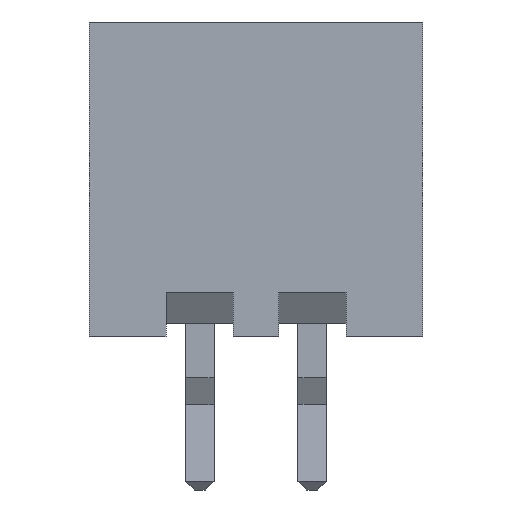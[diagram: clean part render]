
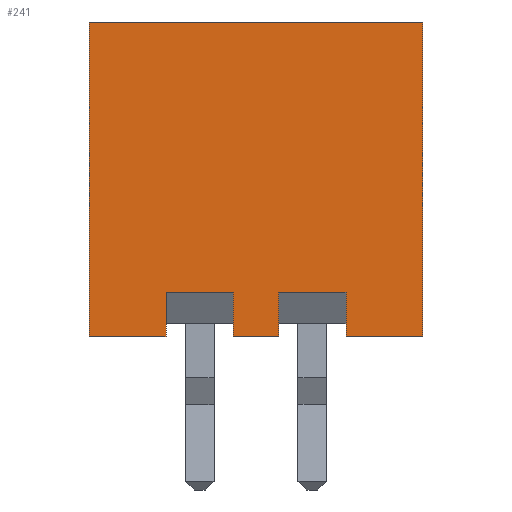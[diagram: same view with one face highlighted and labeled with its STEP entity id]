
A CAD part, front view. The second image highlights one B-rep face of the part: STEP entity #241.
In plain terms, the highlighted planar face has unit normal (0, -1, 0).
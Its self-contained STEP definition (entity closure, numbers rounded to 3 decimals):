
#32 = VERTEX_POINT('',#33);
#33 = CARTESIAN_POINT('',(4.95,-3.4,7.));
#39 = EDGE_CURVE('',#40,#32,#42,.T.);
#40 = VERTEX_POINT('',#41);
#41 = CARTESIAN_POINT('',(-2.45,-3.4,7.));
#42 = LINE('',#43,#44);
#43 = CARTESIAN_POINT('',(-2.45,-3.4,7.));
#44 = VECTOR('',#45,1.);
#45 = DIRECTION('',(1.,0.,0.));
#157 = VERTEX_POINT('',#158);
#158 = CARTESIAN_POINT('',(4.95,-3.4,0.));
#166 = EDGE_CURVE('',#157,#32,#167,.T.);
#167 = LINE('',#168,#169);
#168 = CARTESIAN_POINT('',(4.95,-3.4,0.));
#169 = VECTOR('',#170,1.);
#170 = DIRECTION('',(0.,0.,1.));
#241 = ADVANCED_FACE('',(#242),#324,.F.);
#242 = FACE_BOUND('',#243,.F.);
#243 = EDGE_LOOP('',(#244,#254,#260,#261,#262,#270,#278,#286,#294,#302,
#310,#318));
#244 = ORIENTED_EDGE('',*,*,#245,.F.);
#245 = EDGE_CURVE('',#246,#248,#250,.T.);
#246 = VERTEX_POINT('',#247);
#247 = CARTESIAN_POINT('',(-2.45,-3.4,0.));
#248 = VERTEX_POINT('',#249);
#249 = CARTESIAN_POINT('',(-0.75,-3.4,0.));
#250 = LINE('',#251,#252);
#251 = CARTESIAN_POINT('',(-2.45,-3.4,0.));
#252 = VECTOR('',#253,1.);
#253 = DIRECTION('',(1.,0.,0.));
#254 = ORIENTED_EDGE('',*,*,#255,.T.);
#255 = EDGE_CURVE('',#246,#40,#256,.T.);
#256 = LINE('',#257,#258);
#257 = CARTESIAN_POINT('',(-2.45,-3.4,0.));
#258 = VECTOR('',#259,1.);
#259 = DIRECTION('',(0.,0.,1.));
#260 = ORIENTED_EDGE('',*,*,#39,.T.);
#261 = ORIENTED_EDGE('',*,*,#166,.F.);
#262 = ORIENTED_EDGE('',*,*,#263,.F.);
#263 = EDGE_CURVE('',#264,#157,#266,.T.);
#264 = VERTEX_POINT('',#265);
#265 = CARTESIAN_POINT('',(3.25,-3.4,0.));
#266 = LINE('',#267,#268);
#267 = CARTESIAN_POINT('',(-2.45,-3.4,0.));
#268 = VECTOR('',#269,1.);
#269 = DIRECTION('',(1.,0.,0.));
#270 = ORIENTED_EDGE('',*,*,#271,.F.);
#271 = EDGE_CURVE('',#272,#264,#274,.T.);
#272 = VERTEX_POINT('',#273);
#273 = CARTESIAN_POINT('',(3.25,-3.4,1.));
#274 = LINE('',#275,#276);
#275 = CARTESIAN_POINT('',(3.25,-3.4,1.));
#276 = VECTOR('',#277,1.);
#277 = DIRECTION('',(-0.,0.,-1.));
#278 = ORIENTED_EDGE('',*,*,#279,.T.);
#279 = EDGE_CURVE('',#272,#280,#282,.T.);
#280 = VERTEX_POINT('',#281);
#281 = CARTESIAN_POINT('',(1.75,-3.4,1.));
#282 = LINE('',#283,#284);
#283 = CARTESIAN_POINT('',(3.25,-3.4,1.));
#284 = VECTOR('',#285,1.);
#285 = DIRECTION('',(-1.,0.,0.));
#286 = ORIENTED_EDGE('',*,*,#287,.T.);
#287 = EDGE_CURVE('',#280,#288,#290,.T.);
#288 = VERTEX_POINT('',#289);
#289 = CARTESIAN_POINT('',(1.75,-3.4,0.));
#290 = LINE('',#291,#292);
#291 = CARTESIAN_POINT('',(1.75,-3.4,1.));
#292 = VECTOR('',#293,1.);
#293 = DIRECTION('',(-0.,0.,-1.));
#294 = ORIENTED_EDGE('',*,*,#295,.F.);
#295 = EDGE_CURVE('',#296,#288,#298,.T.);
#296 = VERTEX_POINT('',#297);
#297 = CARTESIAN_POINT('',(0.75,-3.4,0.));
#298 = LINE('',#299,#300);
#299 = CARTESIAN_POINT('',(-2.45,-3.4,0.));
#300 = VECTOR('',#301,1.);
#301 = DIRECTION('',(1.,0.,0.));
#302 = ORIENTED_EDGE('',*,*,#303,.F.);
#303 = EDGE_CURVE('',#304,#296,#306,.T.);
#304 = VERTEX_POINT('',#305);
#305 = CARTESIAN_POINT('',(0.75,-3.4,1.));
#306 = LINE('',#307,#308);
#307 = CARTESIAN_POINT('',(0.75,-3.4,1.));
#308 = VECTOR('',#309,1.);
#309 = DIRECTION('',(-0.,0.,-1.));
#310 = ORIENTED_EDGE('',*,*,#311,.T.);
#311 = EDGE_CURVE('',#304,#312,#314,.T.);
#312 = VERTEX_POINT('',#313);
#313 = CARTESIAN_POINT('',(-0.75,-3.4,1.));
#314 = LINE('',#315,#316);
#315 = CARTESIAN_POINT('',(0.75,-3.4,1.));
#316 = VECTOR('',#317,1.);
#317 = DIRECTION('',(-1.,0.,0.));
#318 = ORIENTED_EDGE('',*,*,#319,.T.);
#319 = EDGE_CURVE('',#312,#248,#320,.T.);
#320 = LINE('',#321,#322);
#321 = CARTESIAN_POINT('',(-0.75,-3.4,1.));
#322 = VECTOR('',#323,1.);
#323 = DIRECTION('',(-0.,0.,-1.));
#324 = PLANE('',#325);
#325 = AXIS2_PLACEMENT_3D('',#326,#327,#328);
#326 = CARTESIAN_POINT('',(-2.45,-3.4,0.));
#327 = DIRECTION('',(0.,1.,0.));
#328 = DIRECTION('',(1.,0.,0.));
